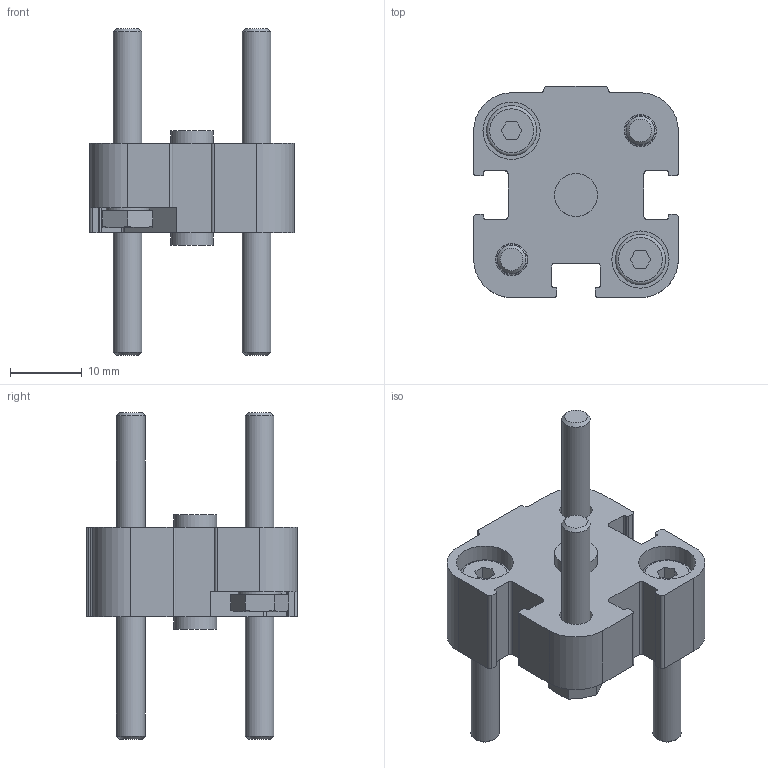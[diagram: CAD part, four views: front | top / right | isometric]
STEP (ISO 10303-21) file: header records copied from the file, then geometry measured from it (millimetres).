
FILE_DESCRIPTION(/* description */ ('STEP AP214'),/* implementation_level */ '2;1');
FILE_NAME(/* name */ '161194_DPVU-12_16',/* time_stamp */ '2024-08-20T22:49:01+02:00',/* author */ ('License CC BY-ND 4.0'),/* organization */ ('CADENAS'),/* preprocessor_version */ 'ST-DEVELOPER v19.3',/* originating_system */ 'PARTsolutions',/* authorisation */ ' ');
FILE_SCHEMA (('AUTOMOTIVE_DESIGN {1 0 10303 214 3 1 1}'));
Length unit declared in the file: millimetre
Products named in the file (4): 161194 DPVU-12/16; 161194 DPVU-12/16 - P; Hexagon bolt DIN 933 - M4x25; DIN-7984 - M4x25(F)
Assembly tree (5 placements, depth 2):
  161194 DPVU-12/16
    161194 DPVU-12/16 - P
    Hexagon bolt DIN 933 - M4x25  x2
    DIN-7984 - M4x25(F)  x2
Bounding box: 28.6 x 29.5 x 45.6 mm (x, y, z)
Volume: 8825.2 mm3; surface area: 5536.1 mm2
Topology: 5 solids, 5 shells, 150 faces, 364 edges, 236 vertices
Faces by surface type: plane 82, cylinder 48, cone 16, torus 4
Full cylindrical faces by diameter (mm): 4 x4, 4.5 x4, 6 x2, 6.03 x2, 7 x2, 8 x2
Entity records: 3583 total; most frequent: CARTESIAN_POINT 632, DIRECTION 610, ORIENTED_EDGE 560, EDGE_CURVE 280, AXIS2_PLACEMENT_3D 220, VERTEX_POINT 194, LINE 170, VECTOR 170
